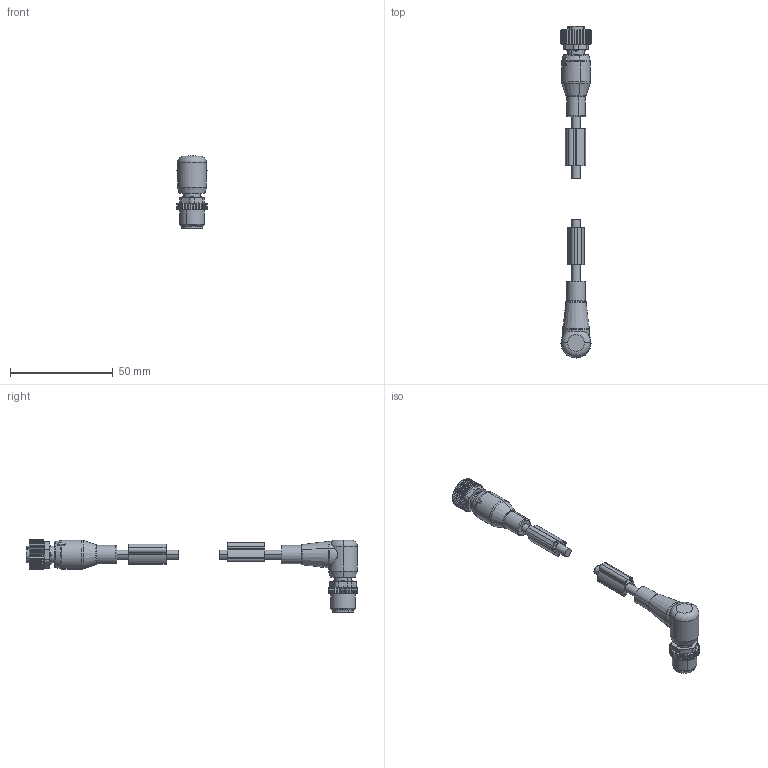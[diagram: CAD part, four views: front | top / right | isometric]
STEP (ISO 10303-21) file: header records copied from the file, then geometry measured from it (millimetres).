
FILE_DESCRIPTION(('CATIA V5 STEP Exchange','CAx-IF Rec.Pracs.--- Model Styling and Organization---1.4--- 2014-01-23'),'2;1');
FILE_NAME ('022770-3_0_1821050300_1821050300.stp','2022-02-14T12:46:32+00:00',('none'),('Weidmueller'),'CATIA Version 5-6 Release 2016 SP3 HF44','CATIA V5 STEP AP214','none');
FILE_SCHEMA(('AUTOMOTIVE_DESIGN { 1 0 10303 214 1 1 1 1 }'));
Length unit declared in the file: millimetre
Products named in the file (1): 1821050300
Bounding box: 14.6 x 161.26 x 35.26 mm (x, y, z)
Volume: 12820.2 mm3; surface area: 12006.3 mm2
Topology: 23 solids, 23 shells, 1176 faces, 2967 edges, 1865 vertices
Faces by surface type: plane 482, cylinder 366, cone 169, torus 128, bspline 19, sphere 8, revolution 4
Entity records: 34705 total; most frequent: CARTESIAN_POINT 9495, ORIENTED_EDGE 5874, DIRECTION 3867, EDGE_CURVE 2937, VERTEX_POINT 1865, AXIS2_PLACEMENT_3D 1862, EDGE_LOOP 1272, VECTOR 1209
